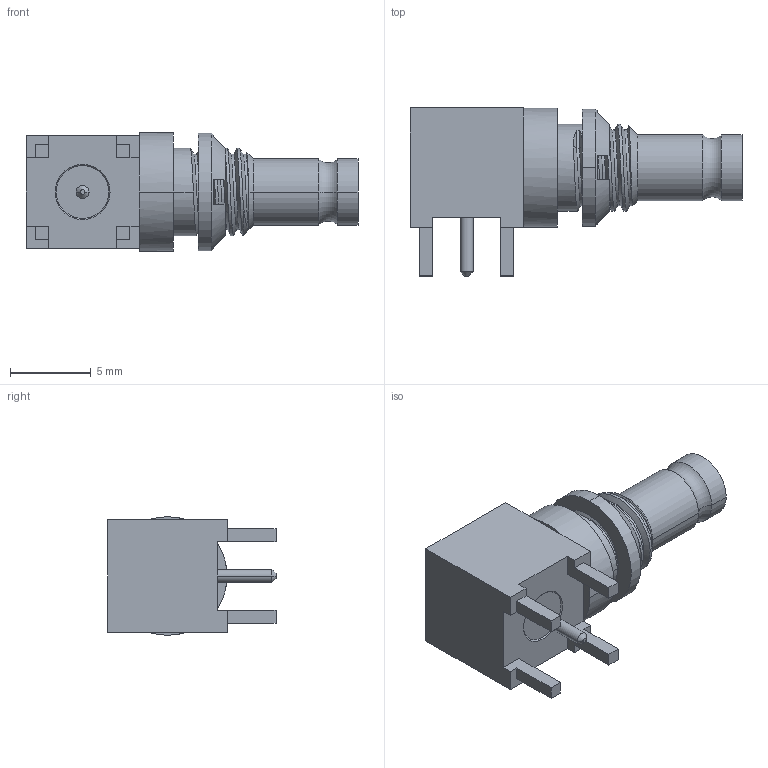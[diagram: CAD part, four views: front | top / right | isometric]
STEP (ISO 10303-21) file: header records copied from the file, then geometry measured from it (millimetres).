
FILE_DESCRIPTION((''),'2;1');
FILE_NAME('102-909-04_SW0002','2020-05-14T17:23:15',('Viji'),(''),'CREO PARAMETRIC BY PTC INC, 2019444','CREO PARAMETRIC BY PTC INC, 2019444','');
FILE_SCHEMA(('CONFIG_CONTROL_DESIGN'));
Length unit declared in the file: millimetre
Products named in the file (1): 102-909-04_SW0002
Bounding box: 20.54 x 10.4 x 7.34 mm (x, y, z)
Volume: 601.3 mm3; surface area: 717.4 mm2
Topology: 1 solids, 1 shells, 121 faces, 350 edges, 225 vertices
Faces by surface type: plane 68, cylinder 31, cone 14, bspline 6, torus 2
Entity records: 5804 total; most frequent: CARTESIAN_POINT 2664, ORIENTED_EDGE 696, DIRECTION 592, EDGE_CURVE 348, VERTEX_POINT 225, AXIS2_PLACEMENT_3D 203, VECTOR 186, LINE 186
